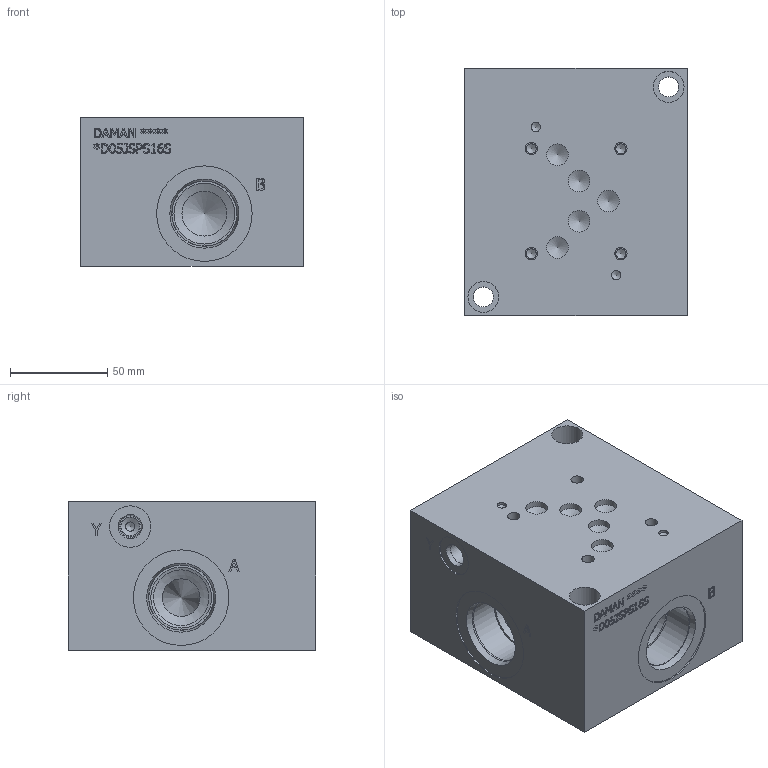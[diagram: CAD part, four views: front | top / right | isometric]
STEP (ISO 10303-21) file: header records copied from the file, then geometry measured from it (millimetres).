
FILE_DESCRIPTION(/* description */ (''),/* implementation_level */ '2;1');
FILE_NAME(/* name */ '_D05JSPS16S.stp',/* time_stamp */ '2022-01-31T16:24:14-05:00',/* author */ ('bobbyh'),/* organization */ (''),/* preprocessor_version */ 'ST-DEVELOPER v18',/* originating_system */ 'Autodesk Inventor 2020',/* authorisation */ '');
FILE_SCHEMA (('AUTOMOTIVE_DESIGN { 1 0 10303 214 3 1 1 }'));
Length unit declared in the file: millimetre
Products named in the file (1): Part__D05JSPS16S_3D
Bounding box: 114.3 x 127 x 76.2 mm (x, y, z)
Volume: 967755.5 mm3; surface area: 88873.4 mm2
Topology: 1 solids, 1 shells, 554 faces, 1506 edges, 1009 vertices
Faces by surface type: plane 312, bspline 144, cylinder 54, cone 44
Full cylindrical faces by diameter (mm): 4.775 x4, 5.105 x4, 6.35 x4, 9.525 x2, 9.881 x2, 10.312 x2, 11.125 x7, 12.395 x1, 15.875 x2, 21.285 x2, 23.012 x2, 28.575 x3, 31.267 x4, 33.34 x1, 33.35 x3, 33.757 x4, 35.509 x3, 49.124 x4
Entity records: 18556 total; most frequent: CARTESIAN_POINT 4925, ORIENTED_EDGE 2978, DIRECTION 2217, EDGE_CURVE 1489, VERTEX_POINT 1009, LINE 1007, VECTOR 1007, EDGE_LOOP 630
